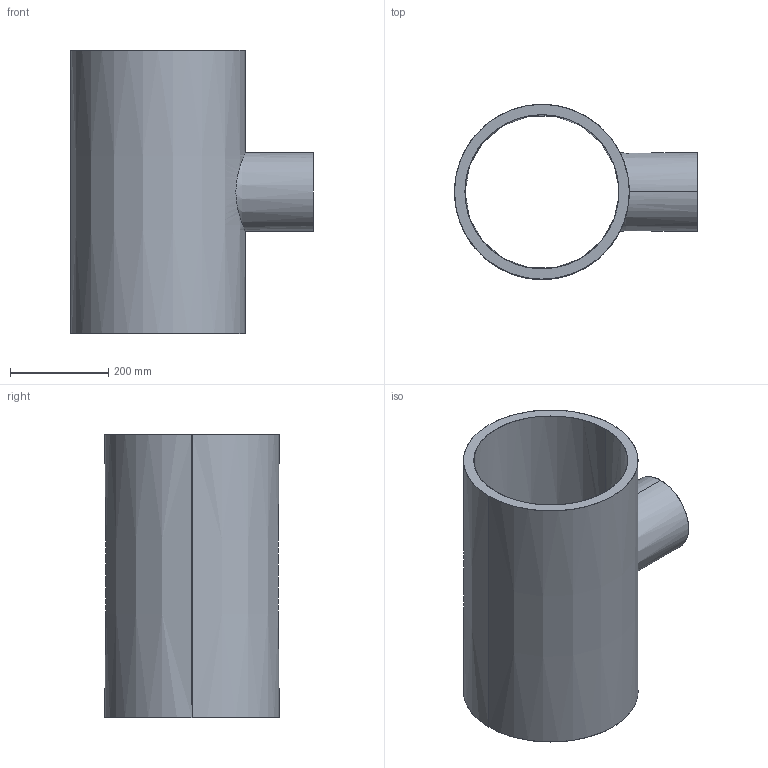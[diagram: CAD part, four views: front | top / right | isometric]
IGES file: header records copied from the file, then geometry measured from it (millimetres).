
Start section: SolidWorks IGES file using analytic representation for surfaces
Global section: file name: Reduced Tee 90° SDR17_001 115 0042 0362.igs; native system: SolidWorks 2021; preprocessor: SolidWorks 2021; author: b.kav; date: 221207.125035; units: millimetre
Bounding box: 493.5 x 355 x 575 mm (x, y, z)
Surface area: 1367078.7 mm2 (no closed solid volume)
Topology: 0 solids, 0 shells, 11 faces, 704 edges, 704 vertices
Faces by surface type: revolution 8, bspline 3
